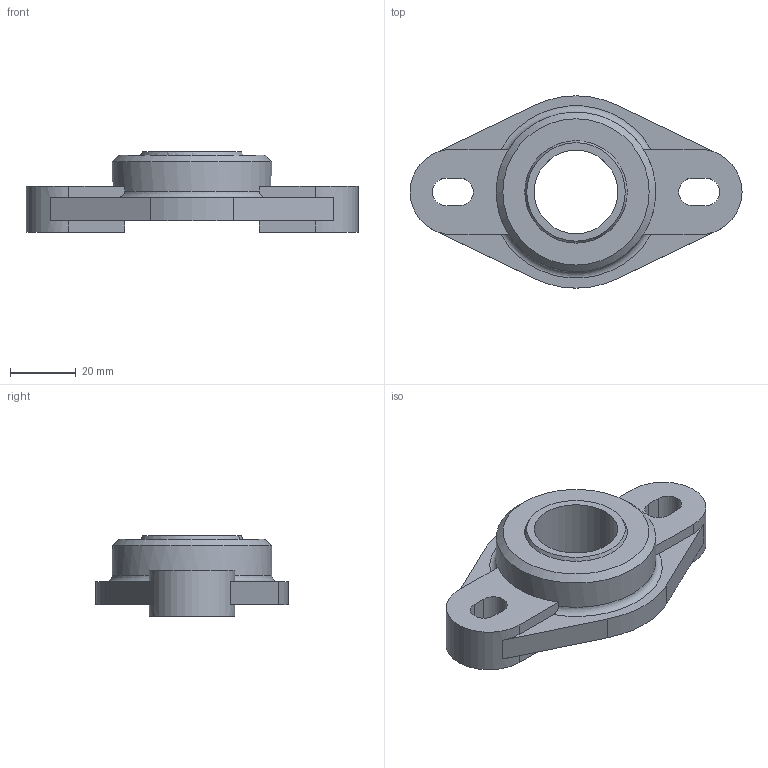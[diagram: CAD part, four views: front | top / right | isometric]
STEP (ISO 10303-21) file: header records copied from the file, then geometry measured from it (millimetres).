
FILE_DESCRIPTION(/* description */ ('STEP AP214'),/* implementation_level */ '2;1');
FILE_NAME(/* name */ 'fc18-051.iam.step',/* time_stamp */ '2017-11-30T11:21:44-08:00',/* author */ ('igus GmbH'),/* organization */ (''),/* preprocessor_version */ 'ST-DEVELOPER v16.13',/* originating_system */ 'Autodesk Inventor 2018',/* authorisation */ ' ');
FILE_SCHEMA (('AUTOMOTIVE_DESIGN { 1 0 10303 214 3 1 1 }'));
Length unit declared in the file: millimetre
Products named in the file (3): fc18-051; 2017_11_23__19-45-43-821; 2017_11_23__19-45-43-821_1
Assembly tree (2 placements, depth 2):
  fc18-051
    2017_11_23__19-45-43-821
    2017_11_23__19-45-43-821_1
Bounding box: 101 x 58.5 x 24.53 mm (x, y, z)
Volume: 45239 mm3; surface area: 17683.7 mm2
Topology: 2 solids, 2 shells, 46 faces, 124 edges, 82 vertices
Faces by surface type: plane 28, cylinder 12, cone 2, sphere 2, torus 2
Full cylindrical faces by diameter (mm): 25.4 x1, 48.5 x1
Entity records: 1543 total; most frequent: CARTESIAN_POINT 277, DIRECTION 256, ORIENTED_EDGE 226, EDGE_CURVE 113, AXIS2_PLACEMENT_3D 96, VERTEX_POINT 77, LINE 64, VECTOR 64
